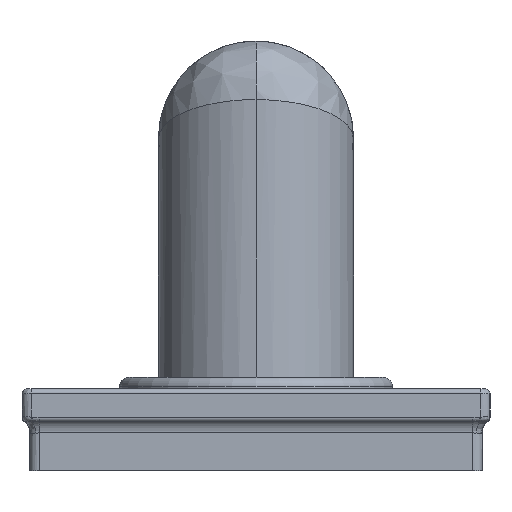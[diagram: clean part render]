
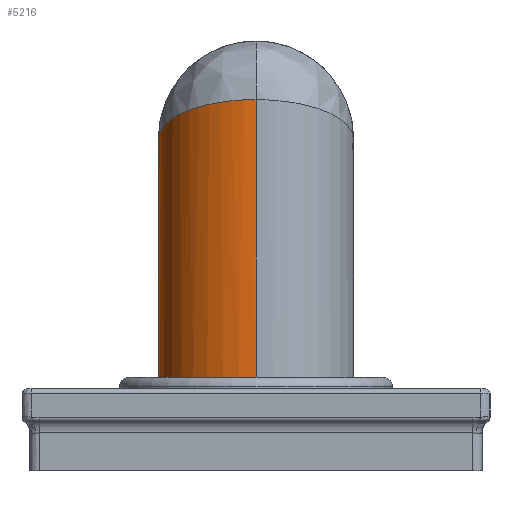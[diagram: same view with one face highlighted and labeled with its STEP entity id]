
A CAD part, left-side view. The second image highlights one B-rep face of the part: STEP entity #5216.
In plain terms, the highlighted cylindrical face has radius 15.875 mm (diameter 31.75 mm), a partial arc.
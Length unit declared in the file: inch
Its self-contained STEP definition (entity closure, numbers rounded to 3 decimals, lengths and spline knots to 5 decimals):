
#1305=CARTESIAN_POINT('',(0.,0.,0.6));
#1306=DIRECTION('',(0.,0.,-1.));
#1307=DIRECTION('',(-1.,0.,0.));
#1308=AXIS2_PLACEMENT_3D('',#1305,#1306,#1307);
#1310=CARTESIAN_POINT('',(0.625,0.,
1.443));
#1311=CARTESIAN_POINT('',(0.625,0.01387,
1.443));
#1312=CARTESIAN_POINT('',(0.62408,0.04181,
1.44402));
#1313=CARTESIAN_POINT('',(0.61982,0.08402,
1.44869));
#1314=CARTESIAN_POINT('',(0.61257,0.12655,
1.45666));
#1315=CARTESIAN_POINT('',(0.60219,0.16927,
1.46807));
#1316=CARTESIAN_POINT('',(0.58844,0.21227,
1.48318));
#1317=CARTESIAN_POINT('',(0.57105,0.25548,
1.5023));
#1318=CARTESIAN_POINT('',(0.54971,0.29875,
1.52576));
#1319=CARTESIAN_POINT('',(0.52404,0.34188,
1.55398));
#1320=CARTESIAN_POINT('',(0.49368,0.38452,
1.58735));
#1321=CARTESIAN_POINT('',(0.4583,0.42617,
1.62623));
#1322=CARTESIAN_POINT('',(0.41763,0.46619,
1.67094));
#1323=CARTESIAN_POINT('',(0.37153,0.5038,
1.72162));
#1324=CARTESIAN_POINT('',(0.32001,0.53809,
1.77824));
#1325=CARTESIAN_POINT('',(0.26334,0.56806,
1.84054));
#1326=CARTESIAN_POINT('',(0.20205,0.5927,
1.90791));
#1327=CARTESIAN_POINT('',(0.13696,0.61108,
1.97945));
#1328=CARTESIAN_POINT('',(0.06913,0.62244,
2.05401));
#1329=CARTESIAN_POINT('',(0.02317,0.625,
2.10453));
#1330=CARTESIAN_POINT('',(0.,0.625,2.13));
#1332=CARTESIAN_POINT('',(-0.625,0.,2.38));
#1333=CARTESIAN_POINT('',(-0.625,0.01835,
2.38));
#1334=CARTESIAN_POINT('',(-0.62338,0.05508,
2.37935));
#1335=CARTESIAN_POINT('',(-0.6161,0.10984,
2.37644));
#1336=CARTESIAN_POINT('',(-0.60397,0.16391,
2.37158));
#1337=CARTESIAN_POINT('',(-0.58703,0.21694,
2.36481));
#1338=CARTESIAN_POINT('',(-0.56529,0.26855,
2.35611));
#1339=CARTESIAN_POINT('',(-0.53885,0.31833,
2.34554));
#1340=CARTESIAN_POINT('',(-0.50778,0.36589,
2.33312));
#1341=CARTESIAN_POINT('',(-0.47221,0.41078,
2.31887));
#1342=CARTESIAN_POINT('',(-0.43233,0.45259,
2.30294));
#1343=CARTESIAN_POINT('',(-0.38839,0.49083,
2.28535));
#1344=CARTESIAN_POINT('',(-0.34065,0.52511,
2.26627));
#1345=CARTESIAN_POINT('',(-0.28951,0.55497,
2.2458));
#1346=CARTESIAN_POINT('',(-0.23539,0.58001,
2.22415));
#1347=CARTESIAN_POINT('',(-0.1788,0.59988,
2.20154));
#1348=CARTESIAN_POINT('',(-0.12031,0.6143,
2.17811));
#1349=CARTESIAN_POINT('',(-0.06053,0.62304,
2.15422));
#1350=CARTESIAN_POINT('',(-0.02018,0.625,
2.13814));
#1351=CARTESIAN_POINT('',(0.,0.625,2.13));
#1353=DIRECTION('',(0.,0.,-1.));
#1354=VECTOR('',#1353,1.78);
#1355=CARTESIAN_POINT('',(-0.625,0.,2.38));
#1356=LINE('',#1355,#1354);
#2333=DIRECTION('',(0.,0.,-1.));
#2334=VECTOR('',#2333,0.843);
#2335=CARTESIAN_POINT('',(0.625,0.,
1.443));
#2336=LINE('',#2335,#2334);
#2422=CARTESIAN_POINT('',(-0.625,0.,2.38));
#2424=VERTEX_POINT('',#2422);
#2430=VERTEX_POINT('',#1310);
#2431=VERTEX_POINT('',#1330);
#2450=CARTESIAN_POINT('',(0.625,0.,0.6));
#2451=CARTESIAN_POINT('',(-0.625,0.,0.6));
#2452=VERTEX_POINT('',#2450);
#2453=VERTEX_POINT('',#2451);
#5200=CARTESIAN_POINT('',(0.,0.,2.13));
#5201=DIRECTION('',(0.,0.,-1.));
#5202=DIRECTION('',(1.,0.,0.));
#5203=AXIS2_PLACEMENT_3D('',#5200,#5201,#5202);
#5204=CYLINDRICAL_SURFACE('',#5203,0.625);
#5206=ORIENTED_EDGE('',*,*,#5205,.T.);
#5208=ORIENTED_EDGE('',*,*,#5207,.F.);
#5209=ORIENTED_EDGE('',*,*,#5192,.T.);
#5211=ORIENTED_EDGE('',*,*,#5210,.F.);
#5213=ORIENTED_EDGE('',*,*,#5212,.T.);
#5214=EDGE_LOOP('',(#5206,#5208,#5209,#5211,#5213));
#5215=FACE_OUTER_BOUND('',#5214,.F.);
#5216=ADVANCED_FACE('',(#5215),#5204,.T.);
#1309=CIRCLE('',#1308,0.625);
#1331=B_SPLINE_CURVE_WITH_KNOTS('',3,(#1310,#1311,#1312,#1313,#1314,#1315,#1316,
#1317,#1318,#1319,#1320,#1321,#1322,#1323,#1324,#1325,#1326,#1327,#1328,#1329,
#1330),.UNSPECIFIED.,.F.,.F.,(4,1,1,1,1,1,1,1,1,1,1,1,1,1,1,1,1,1,4),(0.,
0.05556,0.11111,0.16667,0.22222,
0.27778,0.33333,0.38889,0.44444,0.5,
0.55556,0.61111,0.66667,0.72222,
0.77778,0.83333,0.88889,0.94444,1.),
.UNSPECIFIED.);
#1352=B_SPLINE_CURVE_WITH_KNOTS('',3,(#1332,#1333,#1334,#1335,#1336,#1337,#1338,
#1339,#1340,#1341,#1342,#1343,#1344,#1345,#1346,#1347,#1348,#1349,#1350,#1351),
.UNSPECIFIED.,.F.,.F.,(4,1,1,1,1,1,1,1,1,1,1,1,1,1,1,1,1,4),(0.,
0.05882,0.11765,0.17647,0.23529,
0.29412,0.35294,0.41176,0.47059,
0.52941,0.58824,0.64706,0.70588,
0.76471,0.82353,0.88235,0.94118,1.),
.UNSPECIFIED.);
#5192=EDGE_CURVE('',#2430,#2431,#1331,.T.);
#5205=EDGE_CURVE('',#2453,#2452,#1309,.T.);
#5207=EDGE_CURVE('',#2430,#2452,#2336,.T.);
#5210=EDGE_CURVE('',#2424,#2431,#1352,.T.);
#5212=EDGE_CURVE('',#2424,#2453,#1356,.T.);
